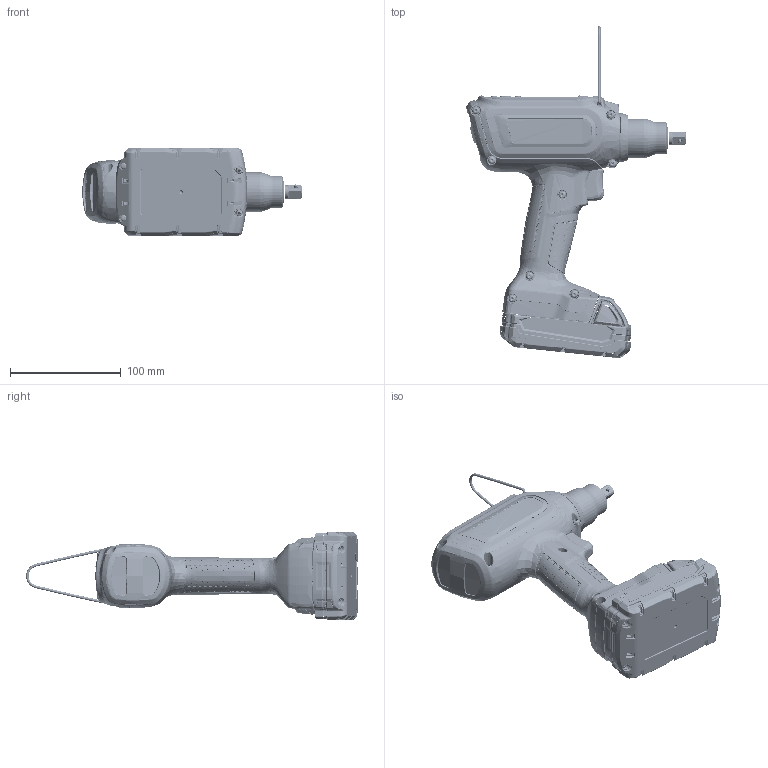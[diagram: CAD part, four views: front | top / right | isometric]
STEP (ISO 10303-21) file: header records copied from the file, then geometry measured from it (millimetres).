
FILE_DESCRIPTION((''),'2;1');
FILE_NAME('CCBPW123_SW0001','2018-12-21T',('BD9DD'),(''),'CREO PARAMETRIC BY PTC INC, 2016130','CREO PARAMETRIC BY PTC INC, 2016130','');
FILE_SCHEMA(('CONFIG_CONTROL_DESIGN'));
Products named in the file (1): CCBPW123_SW0001
Bounding box: 197.9 x 299.29 x 79.78 mm (x, y, z)
Surface area: 240453.5 mm2 (no closed solid volume)
Topology: 0 solids, 208 shells, 10477 faces, 32818 edges, 21576 vertices
Faces by surface type: bspline 4084, plane 2507, cylinder 2343, cone 529, extrusion 427, torus 351, sphere 236
Entity records: 620077 total; most frequent: CARTESIAN_POINT 376498, ORIENTED_EDGE 55061, DIRECTION 37003, EDGE_CURVE 32764, VERTEX_POINT 21577, B_SPLINE_CURVE_WITH_KNOTS 15325, AXIS2_PLACEMENT_3D 12744, VECTOR 11515
